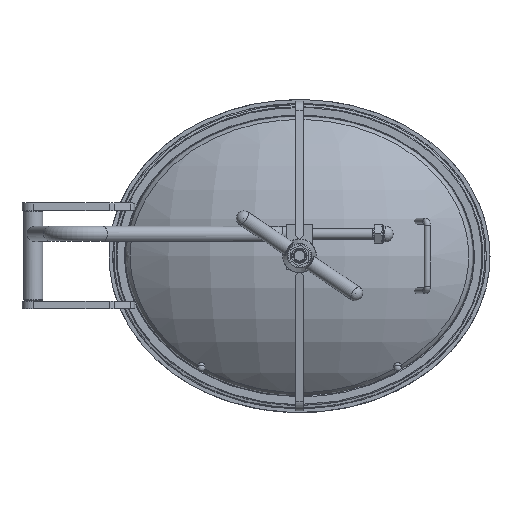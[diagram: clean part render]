
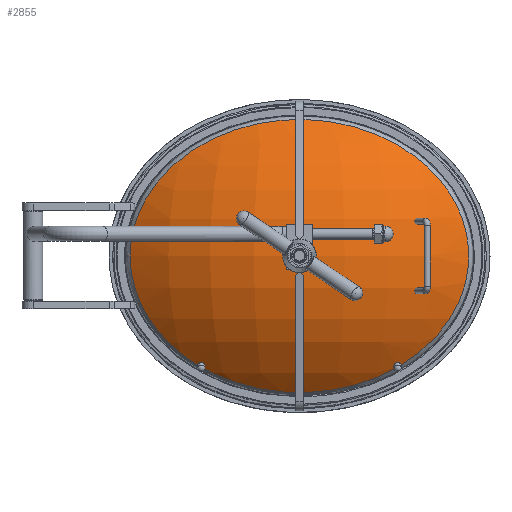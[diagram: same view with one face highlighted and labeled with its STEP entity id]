
A CAD part, top view. The second image highlights one B-rep face of the part: STEP entity #2855.
In plain terms, the highlighted toroidal (fillet/blend) face has major radius 116.714 mm and minor radius 253.906 mm.
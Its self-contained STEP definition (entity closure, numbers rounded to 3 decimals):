
#74=DEGENERATE_TOROIDAL_SURFACE('',#3846,116.714,253.906,.T.);
#874=ORIENTED_EDGE('',*,*,#1489,.T.);
#1489=EDGE_CURVE('',#1812,#1812,#2061,.T.);
#1812=VERTEX_POINT('',#8185);
#2061=B_SPLINE_CURVE_WITH_KNOTS('',3,(#8097,#8098,#8099,#8100,#8101,#8102,
#8103,#8104,#8105,#8106,#8107,#8108,#8109,#8110,#8111,#8112,#8113,#8114,
#8115,#8116,#8117,#8118,#8119,#8120,#8121,#8122,#8123,#8124,#8125,#8126,
#8127,#8128,#8129,#8130,#8131,#8132,#8133,#8134,#8135,#8136,#8137,#8138,
#8139,#8140,#8141,#8142,#8143,#8144,#8145,#8146,#8147,#8148,#8149,#8150,
#8151,#8152,#8153,#8154,#8155,#8156,#8157,#8158,#8159,#8160,#8161,#8162,
#8163,#8164,#8165,#8166,#8167,#8168,#8169,#8170,#8171,#8172,#8173,#8174,
#8175,#8176,#8177,#8178,#8179,#8180,#8181,#8182,#8183,#8184),
 .UNSPECIFIED.,.T.,.F.,(1,1,1,1,1,1,1,1,1,1,1,1,1,1,1,1,1,1,1,1,1,1,1,1,
1,1,1,1,1,1,1,1,1,1,1,1,1,1,1,1,1,1,1,1,1,1,1,1,1,1,1,1,1,1,1,1,1,1,1,1,
1,1,1,1,1,1,1,1,1,1,1,1,1,1,1,1,1,1,1,1,1,1,1,1,1,1,1,1,1,1,1,1),(-0.03,
-0.02,-0.01,0.,0.02,0.04,
0.05,0.059,0.079,0.099,
0.109,0.119,0.139,0.149,
0.158,0.178,0.198,0.218,
0.228,0.238,0.258,0.277,
0.297,0.307,0.317,0.337,
0.357,0.376,0.386,0.396,
0.416,0.436,0.456,0.475,
0.485,0.495,0.515,0.535,0.555,
0.575,0.594,0.604,0.614,
0.634,0.644,0.654,0.664,
0.674,0.693,0.703,0.713,
0.733,0.743,0.753,0.773,0.792,
0.802,0.812,0.832,0.852,
0.872,0.882,0.891,0.911,
0.931,0.951,0.971,0.991,
1.01,1.03,1.04,1.05,1.06,
1.07,1.09,1.109,1.119,1.129,
1.149,1.169,1.179,1.189,1.199,
1.208,1.228,1.238,1.248,1.258,
1.268,1.288,1.308,1.317),
 .UNSPECIFIED.);
#2146=EDGE_LOOP('',(#874));
#2497=FACE_BOUND('',#2146,.T.);
#2855=ADVANCED_FACE('',(#2497),#74,.T.);
#3846=AXIS2_PLACEMENT_3D('',#10677,#4244,#4245);
#4244=DIRECTION('',(0.,-1.,0.));
#4245=DIRECTION('',(1.,0.,0.));
#8097=CARTESIAN_POINT('',(223.834,-10.084,4.607));
#8098=CARTESIAN_POINT('',(224.303,3.384,4.585));
#8099=CARTESIAN_POINT('',(223.136,19.96,4.638));
#8100=CARTESIAN_POINT('',(219.771,36.117,4.784));
#8101=CARTESIAN_POINT('',(215.773,48.838,4.943));
#8102=CARTESIAN_POINT('',(210.928,61.326,5.123));
#8103=CARTESIAN_POINT('',(203.509,76.105,5.368));
#8104=CARTESIAN_POINT('',(194.361,89.971,5.605));
#8105=CARTESIAN_POINT('',(186.068,100.489,5.768));
#8106=CARTESIAN_POINT('',(177.293,110.453,5.906));
#8107=CARTESIAN_POINT('',(167.788,119.687,5.999));
#8108=CARTESIAN_POINT('',(157.618,128.218,6.039));
#8109=CARTESIAN_POINT('',(146.977,136.315,6.042));
#8110=CARTESIAN_POINT('',(133.083,145.442,5.974));
#8111=CARTESIAN_POINT('',(115.62,154.866,5.793));
#8112=CARTESIAN_POINT('',(100.428,161.522,5.578));
#8113=CARTESIAN_POINT('',(87.888,166.144,5.383));
#8114=CARTESIAN_POINT('',(75.254,170.246,5.183));
#8115=CARTESIAN_POINT('',(59.266,174.441,4.935));
#8116=CARTESIAN_POINT('',(39.782,178.035,4.682));
#8117=CARTESIAN_POINT('',(23.303,179.845,4.54));
#8118=CARTESIAN_POINT('',(9.964,180.574,4.48));
#8119=CARTESIAN_POINT('',(-3.303,180.813,4.461));
#8120=CARTESIAN_POINT('',(-19.797,180.217,4.51));
#8121=CARTESIAN_POINT('',(-39.433,178.084,4.678));
#8122=CARTESIAN_POINT('',(-55.67,175.114,4.888));
#8123=CARTESIAN_POINT('',(-68.577,171.999,5.079));
#8124=CARTESIAN_POINT('',(-81.439,168.372,5.281));
#8125=CARTESIAN_POINT('',(-97.063,162.973,5.53));
#8126=CARTESIAN_POINT('',(-115.132,155.099,5.787));
#8127=CARTESIAN_POINT('',(-132.495,145.785,5.969));
#8128=CARTESIAN_POINT('',(-146.325,136.77,6.04));
#8129=CARTESIAN_POINT('',(-157.012,128.701,6.04));
#8130=CARTESIAN_POINT('',(-167.252,120.174,6.003));
#8131=CARTESIAN_POINT('',(-179.161,108.684,5.889));
#8132=CARTESIAN_POINT('',(-191.957,93.51,5.665));
#8133=CARTESIAN_POINT('',(-203.155,76.73,5.379));
#8134=CARTESIAN_POINT('',(-212.127,59.013,5.085));
#8135=CARTESIAN_POINT('',(-217.731,43.382,4.867));
#8136=CARTESIAN_POINT('',(-220.977,30.331,4.732));
#8137=CARTESIAN_POINT('',(-223.298,17.265,4.631));
#8138=CARTESIAN_POINT('',(-224.276,4.084,4.586));
#8139=CARTESIAN_POINT('',(-223.893,-9.174,4.604));
#8140=CARTESIAN_POINT('',(-222.904,-19.21,4.648));
#8141=CARTESIAN_POINT('',(-221.237,-29.077,4.721));
#8142=CARTESIAN_POINT('',(-218.15,-41.98,4.85));
#8143=CARTESIAN_POINT('',(-213.807,-54.512,5.021));
#8144=CARTESIAN_POINT('',(-208.215,-66.728,5.213));
#8145=CARTESIAN_POINT('',(-201.921,-78.484,5.409));
#8146=CARTESIAN_POINT('',(-194.635,-89.581,5.599));
#8147=CARTESIAN_POINT('',(-186.43,-100.054,5.761));
#8148=CARTESIAN_POINT('',(-177.592,-110.148,5.902));
#8149=CARTESIAN_POINT('',(-165.674,-121.765,6.021));
#8150=CARTESIAN_POINT('',(-152.726,-132.136,6.05));
#8151=CARTESIAN_POINT('',(-141.783,-139.727,6.016));
#8152=CARTESIAN_POINT('',(-130.436,-146.864,5.947));
#8153=CARTESIAN_POINT('',(-115.821,-154.769,5.796));
#8154=CARTESIAN_POINT('',(-97.618,-162.76,5.539));
#8155=CARTESIAN_POINT('',(-81.928,-168.217,5.289));
#8156=CARTESIAN_POINT('',(-69.049,-171.875,5.087));
#8157=CARTESIAN_POINT('',(-56.118,-175.021,4.894));
#8158=CARTESIAN_POINT('',(-39.836,-178.027,4.683));
#8159=CARTESIAN_POINT('',(-20.12,-180.195,4.512));
#8160=CARTESIAN_POINT('',(-0.227,-180.937,4.45));
#8161=CARTESIAN_POINT('',(19.851,-180.218,4.51));
#8162=CARTESIAN_POINT('',(39.573,-178.064,4.68));
#8163=CARTESIAN_POINT('',(59.029,-174.493,4.931));
#8164=CARTESIAN_POINT('',(75.002,-170.318,5.179));
#8165=CARTESIAN_POINT('',(87.626,-166.234,5.379));
#8166=CARTESIAN_POINT('',(97.035,-162.779,5.526));
#8167=CARTESIAN_POINT('',(106.294,-158.952,5.661));
#8168=CARTESIAN_POINT('',(118.347,-153.388,5.822));
#8169=CARTESIAN_POINT('',(132.901,-145.548,5.973));
#8170=CARTESIAN_POINT('',(146.737,-136.479,6.041));
#8171=CARTESIAN_POINT('',(157.34,-128.441,6.039));
#8172=CARTESIAN_POINT('',(167.638,-119.829,6.));
#8173=CARTESIAN_POINT('',(179.561,-108.26,5.884));
#8174=CARTESIAN_POINT('',(190.19,-95.562,5.695));
#8175=CARTESIAN_POINT('',(197.846,-84.692,5.515));
#8176=CARTESIAN_POINT('',(203.163,-76.123,5.37));
#8177=CARTESIAN_POINT('',(207.915,-67.325,5.223));
#8178=CARTESIAN_POINT('',(213.477,-55.322,5.033));
#8179=CARTESIAN_POINT('',(217.873,-42.89,4.861));
#8180=CARTESIAN_POINT('',(221.041,-30.026,4.729));
#8181=CARTESIAN_POINT('',(222.781,-20.113,4.653));
#8182=CARTESIAN_POINT('',(223.834,-10.084,4.607));
#8183=CARTESIAN_POINT('',(224.303,3.384,4.585));
#8184=CARTESIAN_POINT('',(223.136,19.96,4.638));
#8185=CARTESIAN_POINT('',(224.069,0.,4.596));
#10677=CARTESIAN_POINT('',(0.,0.,-290.62));
